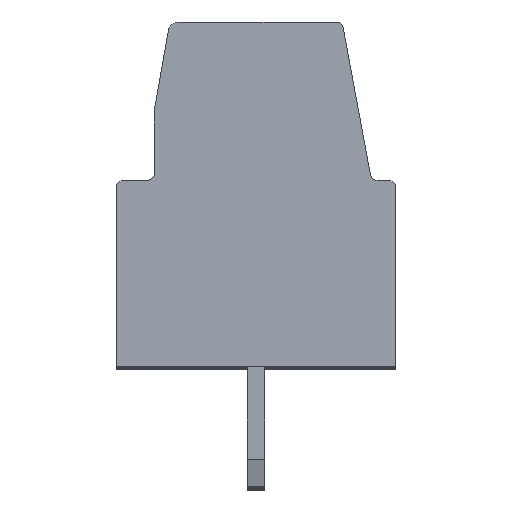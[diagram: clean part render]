
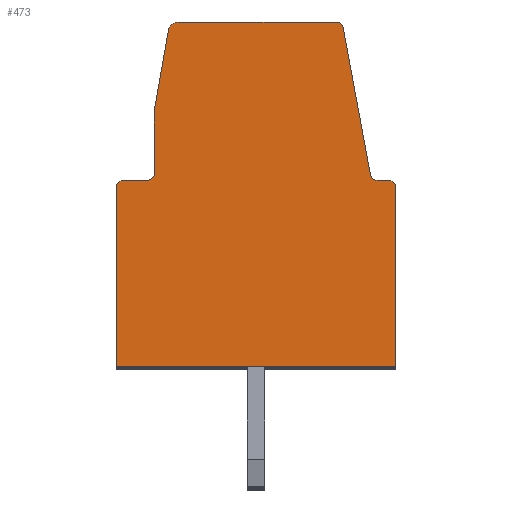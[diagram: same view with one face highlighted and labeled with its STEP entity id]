
A CAD part, top view. The second image highlights one B-rep face of the part: STEP entity #473.
In plain terms, the highlighted planar face has unit normal (0, 0, 1).
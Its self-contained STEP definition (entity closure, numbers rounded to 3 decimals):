
#473 = ADVANCED_FACE( '', ( #971 ), #972, .F. );
#971 = FACE_OUTER_BOUND( '', #1521, .T. );
#972 = PLANE( '', #1522 );
#1521 = EDGE_LOOP( '', ( #2631, #2632, #2633, #2634, #2635, #2636, #2637, #2638, #2639, #2640, #2641, #2642, #2643, #2644, #2645 ) );
#1522 = AXIS2_PLACEMENT_3D( '', #2646, #2647, #2648 );
#2631 = ORIENTED_EDGE( '', *, *, #3808, .T. );
#2632 = ORIENTED_EDGE( '', *, *, #3931, .T. );
#2633 = ORIENTED_EDGE( '', *, *, #3652, .F. );
#2634 = ORIENTED_EDGE( '', *, *, #3932, .T. );
#2635 = ORIENTED_EDGE( '', *, *, #3890, .T. );
#2636 = ORIENTED_EDGE( '', *, *, #3801, .T. );
#2637 = ORIENTED_EDGE( '', *, *, #3933, .T. );
#2638 = ORIENTED_EDGE( '', *, *, #3628, .T. );
#2639 = ORIENTED_EDGE( '', *, *, #3781, .F. );
#2640 = ORIENTED_EDGE( '', *, *, #3934, .T. );
#2641 = ORIENTED_EDGE( '', *, *, #3857, .F. );
#2642 = ORIENTED_EDGE( '', *, *, #3935, .T. );
#2643 = ORIENTED_EDGE( '', *, *, #3546, .T. );
#2644 = ORIENTED_EDGE( '', *, *, #3936, .T. );
#2645 = ORIENTED_EDGE( '', *, *, #3908, .F. );
#2646 = CARTESIAN_POINT( '', ( 0.81, -4.4, 0. ) );
#2647 = DIRECTION( '', ( 0., 0., -1. ) );
#2648 = DIRECTION( '', ( 0., 1., 0. ) );
#3546 = EDGE_CURVE( '', #4263, #4267, #4269, .T. );
#3628 = EDGE_CURVE( '', #4408, #4406, #4409, .T. );
#3652 = EDGE_CURVE( '', #4449, #4451, #4452, .T. );
#3781 = EDGE_CURVE( '', #4656, #4406, #4658, .T. );
#3801 = EDGE_CURVE( '', #4690, #4691, #4692, .T. );
#3808 = EDGE_CURVE( '', #4704, #4702, #4705, .T. );
#3857 = EDGE_CURVE( '', #4776, #4778, #4779, .T. );
#3890 = EDGE_CURVE( '', #4829, #4690, #4830, .T. );
#3908 = EDGE_CURVE( '', #4704, #4857, #4858, .T. );
#3931 = EDGE_CURVE( '', #4702, #4451, #4885, .T. );
#3932 = EDGE_CURVE( '', #4449, #4829, #4886, .T. );
#3933 = EDGE_CURVE( '', #4691, #4408, #4887, .T. );
#3934 = EDGE_CURVE( '', #4656, #4778, #4888, .T. );
#3935 = EDGE_CURVE( '', #4776, #4263, #4889, .T. );
#3936 = EDGE_CURVE( '', #4267, #4857, #4890, .T. );
#4263 = VERTEX_POINT( '', #5302 );
#4267 = VERTEX_POINT( '', #5307 );
#4269 = CIRCLE( '', #5310, 0.2 );
#4406 = VERTEX_POINT( '', #5506 );
#4408 = VERTEX_POINT( '', #5509 );
#4409 = LINE( '', #5510, #5511 );
#4449 = VERTEX_POINT( '', #5565 );
#4451 = VERTEX_POINT( '', #5568 );
#4452 = CIRCLE( '', #5569, 0.2 );
#4656 = VERTEX_POINT( '', #5863 );
#4658 = CIRCLE( '', #5866, 0.2 );
#4690 = VERTEX_POINT( '', #5911 );
#4691 = VERTEX_POINT( '', #5912 );
#4692 = LINE( '', #5913, #5914 );
#4702 = VERTEX_POINT( '', #5928 );
#4704 = VERTEX_POINT( '', #5931 );
#4705 = LINE( '', #5932, #5933 );
#4776 = VERTEX_POINT( '', #6036 );
#4778 = VERTEX_POINT( '', #6039 );
#4779 = CIRCLE( '', #6040, 0.2 );
#4829 = VERTEX_POINT( '', #6111 );
#4830 = CIRCLE( '', #6112, 0.2 );
#4857 = VERTEX_POINT( '', #6150 );
#4858 = CIRCLE( '', #6151, 0.3 );
#4885 = LINE( '', #6193, #6194 );
#4886 = LINE( '', #6195, #6196 );
#4887 = LINE( '', #6197, #6198 );
#4888 = LINE( '', #6199, #6200 );
#4889 = LINE( '', #6201, #6202 );
#4890 = LINE( '', #6203, #6204 );
#5302 = CARTESIAN_POINT( '', ( -1.52, 9.836, 0. ) );
#5307 = CARTESIAN_POINT( '', ( -1.716, 10., 0. ) );
#5310 = AXIS2_PLACEMENT_3D( '', #6626, #6627, #6628 );
#5506 = CARTESIAN_POINT( '', ( 0., 5.2, 0. ) );
#5509 = CARTESIAN_POINT( '', ( 0., 0., 0. ) );
#5510 = CARTESIAN_POINT( '', ( 0., -18.438, 0. ) );
#5511 = VECTOR( '', #6707, 1000. );
#5565 = CARTESIAN_POINT( '', ( -7.2, 5.4, 0. ) );
#5568 = CARTESIAN_POINT( '', ( -7., 5.6, 0. ) );
#5569 = AXIS2_PLACEMENT_3D( '', #6738, #6739, #6740 );
#5863 = CARTESIAN_POINT( '', ( -0.2, 5.4, 0. ) );
#5866 = AXIS2_PLACEMENT_3D( '', #6886, #6887, #6888 );
#5911 = CARTESIAN_POINT( '', ( -8.1, 5.2, 0. ) );
#5912 = CARTESIAN_POINT( '', ( -8.1, 0., 0. ) );
#5913 = CARTESIAN_POINT( '', ( -8.1, -18.438, 0. ) );
#5914 = VECTOR( '', #6905, 1000. );
#5928 = CARTESIAN_POINT( '', ( -7., 7.448, 0. ) );
#5931 = CARTESIAN_POINT( '', ( -6.594, 9.752, 0. ) );
#5932 = CARTESIAN_POINT( '', ( -11.564, -18.438, 0. ) );
#5933 = VECTOR( '', #6911, 1000. );
#6036 = CARTESIAN_POINT( '', ( -0.728, 5.564, 0. ) );
#6039 = CARTESIAN_POINT( '', ( -0.531, 5.4, 0. ) );
#6040 = AXIS2_PLACEMENT_3D( '', #6948, #6949, #6950 );
#6111 = CARTESIAN_POINT( '', ( -7.9, 5.4, 0. ) );
#6112 = AXIS2_PLACEMENT_3D( '', #6981, #6982, #6983 );
#6150 = CARTESIAN_POINT( '', ( -6.298, 10., 0. ) );
#6151 = AXIS2_PLACEMENT_3D( '', #7001, #7002, #7003 );
#6193 = CARTESIAN_POINT( '', ( -7., -18.438, 0. ) );
#6194 = VECTOR( '', #7022, 1000. );
#6195 = CARTESIAN_POINT( '', ( -16.414, 5.4, 0. ) );
#6196 = VECTOR( '', #7023, 1000. );
#6197 = CARTESIAN_POINT( '', ( -16.414, 0., 0. ) );
#6198 = VECTOR( '', #7024, 1000. );
#6199 = CARTESIAN_POINT( '', ( -16.414, 5.4, 0. ) );
#6200 = VECTOR( '', #7025, 1000. );
#6201 = CARTESIAN_POINT( '', ( 3.721, -18.438, 0. ) );
#6202 = VECTOR( '', #7026, 1000. );
#6203 = CARTESIAN_POINT( '', ( -16.414, 10., 0. ) );
#6204 = VECTOR( '', #7027, 1000. );
#6626 = CARTESIAN_POINT( '', ( -1.716, 9.8, 0. ) );
#6627 = DIRECTION( '', ( 0., 0., 1. ) );
#6628 = DIRECTION( '', ( 1., 0., 0. ) );
#6707 = DIRECTION( '', ( 0., 1., 0. ) );
#6738 = CARTESIAN_POINT( '', ( -7.2, 5.6, 0. ) );
#6739 = DIRECTION( '', ( 0., 0., 1. ) );
#6740 = DIRECTION( '', ( 1., 0., 0. ) );
#6886 = CARTESIAN_POINT( '', ( -0.2, 5.2, 0. ) );
#6887 = DIRECTION( '', ( 0., 0., -1. ) );
#6888 = DIRECTION( '', ( -1., 0., 0. ) );
#6905 = DIRECTION( '', ( 0., -1., 0. ) );
#6911 = DIRECTION( '', ( -0.174, -0.985, 0. ) );
#6948 = CARTESIAN_POINT( '', ( -0.531, 5.6, 0. ) );
#6949 = DIRECTION( '', ( 0., 0., 1. ) );
#6950 = DIRECTION( '', ( 1., 0., 0. ) );
#6981 = CARTESIAN_POINT( '', ( -7.9, 5.2, 0. ) );
#6982 = DIRECTION( '', ( 0., 0., 1. ) );
#6983 = DIRECTION( '', ( 1., 0., 0. ) );
#7001 = CARTESIAN_POINT( '', ( -6.298, 9.7, 0. ) );
#7002 = DIRECTION( '', ( 0., 0., -1. ) );
#7003 = DIRECTION( '', ( -1., 0., 0. ) );
#7022 = DIRECTION( '', ( 0., -1., 0. ) );
#7023 = DIRECTION( '', ( -1., 0., 0. ) );
#7024 = DIRECTION( '', ( 1., 0., 0. ) );
#7025 = DIRECTION( '', ( -1., 0., 0. ) );
#7026 = DIRECTION( '', ( -0.182, 0.983, 0. ) );
#7027 = DIRECTION( '', ( -1., 0., 0. ) );
